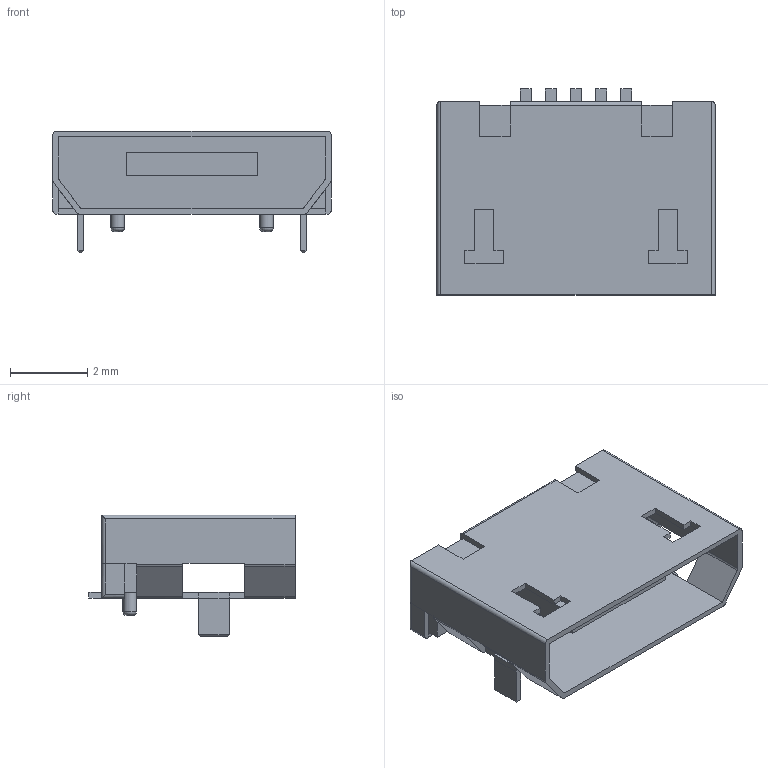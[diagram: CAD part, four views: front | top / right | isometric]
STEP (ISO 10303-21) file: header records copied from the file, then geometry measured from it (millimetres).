
FILE_DESCRIPTION(('FreeCAD Model'),'2;1');
FILE_NAME('Open CASCADE Shape Model','2022-08-21T22:15:57',( 'kicad StepUp'),('ksu MCAD'),'Open CASCADE STEP processor 7.6', 'FreeCAD','Unknown');
FILE_SCHEMA(('AUTOMOTIVE_DESIGN { 1 0 10303 214 1 1 1 1 }'));
Length unit declared in the file: millimetre
Products named in the file (1): Fusion
Bounding box: 7.2 x 5.33 x 3.15 mm (x, y, z)
Volume: 34.7 mm3; surface area: 204.4 mm2
Topology: 1 solids, 1 shells, 213 faces, 589 edges, 372 vertices
Faces by surface type: plane 186, cylinder 25, revolution 2
Full cylindrical faces by diameter (mm): 0.35 x2
Entity records: 15384 total; most frequent: CARTESIAN_POINT 2735, DIRECTION 2010, LINE 1450, VECTOR 1450, ORIENTED_EDGE 1176, PCURVE 1176, DEFINITIONAL_REPRESENTATION 1176, EDGE_CURVE 588
